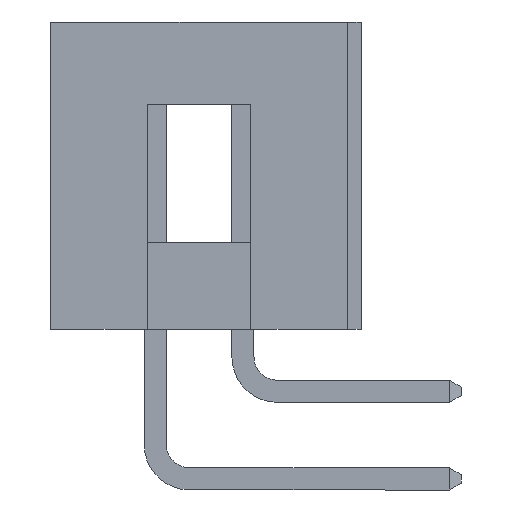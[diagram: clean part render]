
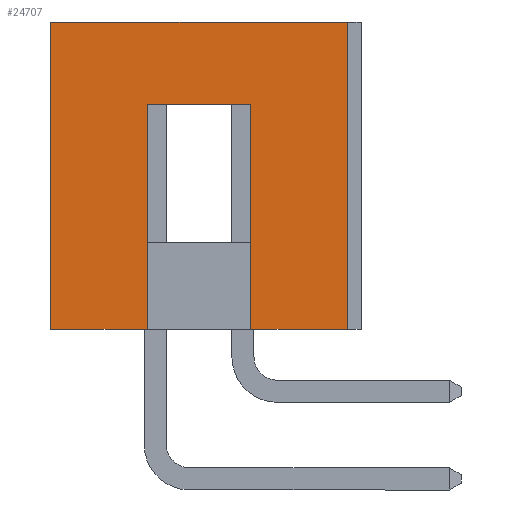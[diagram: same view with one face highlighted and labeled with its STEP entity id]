
A CAD part, left-side view. The second image highlights one B-rep face of the part: STEP entity #24707.
In plain terms, the highlighted planar face has unit normal (-1, 0, 0).
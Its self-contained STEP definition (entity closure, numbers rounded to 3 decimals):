
#60 = LINE ( 'NONE', #24111, #10572 ) ;
#1155 = CARTESIAN_POINT ( 'NONE',  ( 0., 0., 0. ) ) ;
#1954 = DIRECTION ( 'NONE',  ( 0., 1., 0. ) ) ;
#2007 = VERTEX_POINT ( 'NONE', #21669 ) ;
#2238 = ORIENTED_EDGE ( 'NONE', *, *, #3272, .F. ) ;
#2404 = VECTOR ( 'NONE', #1954, 1000. ) ;
#2467 = CARTESIAN_POINT ( 'NONE',  ( 0., 0., 8.9 ) ) ;
#3272 = EDGE_CURVE ( 'NONE', #9974, #13939, #60, .T. ) ;
#3743 = VERTEX_POINT ( 'NONE', #11890 ) ;
#4047 = VERTEX_POINT ( 'NONE', #25033 ) ;
#4456 = DIRECTION ( 'NONE',  ( 0., 0., -1. ) ) ;
#4771 = VECTOR ( 'NONE', #13944, 1000. ) ;
#6091 = LINE ( 'NONE', #2467, #10731 ) ;
#6774 = EDGE_CURVE ( 'NONE', #11364, #4047, #12907, .T. ) ;
#6782 = VECTOR ( 'NONE', #21969, 1000. ) ;
#7324 = CARTESIAN_POINT ( 'NONE',  ( 0., 8.6, 8.9 ) ) ;
#7361 = PLANE ( 'NONE',  #24031 ) ;
#7415 = EDGE_CURVE ( 'NONE', #2007, #9562, #22433, .T. ) ;
#7450 = EDGE_CURVE ( 'NONE', #13939, #11364, #7931, .T. ) ;
#7931 = LINE ( 'NONE', #19914, #4771 ) ;
#8202 = FACE_OUTER_BOUND ( 'NONE', #19555, .T. ) ;
#9534 = EDGE_CURVE ( 'NONE', #2007, #11245, #6091, .T. ) ;
#9562 = VERTEX_POINT ( 'NONE', #18354 ) ;
#9974 = VERTEX_POINT ( 'NONE', #14125 ) ;
#10137 = CARTESIAN_POINT ( 'NONE',  ( 0., 2.8, 6.5 ) ) ;
#10572 = VECTOR ( 'NONE', #12253, 1000. ) ;
#10680 = ORIENTED_EDGE ( 'NONE', *, *, #10706, .F. ) ;
#10706 = EDGE_CURVE ( 'NONE', #11245, #3743, #24239, .T. ) ;
#10731 = VECTOR ( 'NONE', #4456, 1000. ) ;
#11245 = VERTEX_POINT ( 'NONE', #1155 ) ;
#11329 = DIRECTION ( 'NONE',  ( 0., 0., 1. ) ) ;
#11364 = VERTEX_POINT ( 'NONE', #25395 ) ;
#11890 = CARTESIAN_POINT ( 'NONE',  ( 0., 2.8, 0. ) ) ;
#11927 = ORIENTED_EDGE ( 'NONE', *, *, #15304, .T. ) ;
#12253 = DIRECTION ( 'NONE',  ( 0., 1., 0. ) ) ;
#12907 = LINE ( 'NONE', #23686, #2404 ) ;
#13248 = DIRECTION ( 'NONE',  ( 0., 0., -1. ) ) ;
#13858 = DIRECTION ( 'NONE',  ( 0., 1., 0. ) ) ;
#13939 = VERTEX_POINT ( 'NONE', #19153 ) ;
#13944 = DIRECTION ( 'NONE',  ( 0., 0., -1. ) ) ;
#14125 = CARTESIAN_POINT ( 'NONE',  ( 0., 2.8, 6.5 ) ) ;
#15304 = EDGE_CURVE ( 'NONE', #9974, #3743, #22547, .T. ) ;
#15614 = ORIENTED_EDGE ( 'NONE', *, *, #9534, .F. ) ;
#16244 = CARTESIAN_POINT ( 'NONE',  ( 0., 0., 0. ) ) ;
#17158 = VECTOR ( 'NONE', #13858, 1000. ) ;
#18354 = CARTESIAN_POINT ( 'NONE',  ( 0., 8.6, 8.9 ) ) ;
#18411 = ORIENTED_EDGE ( 'NONE', *, *, #20068, .T. ) ;
#18952 = VECTOR ( 'NONE', #24219, 1000. ) ;
#19153 = CARTESIAN_POINT ( 'NONE',  ( 0., 5.8, 6.5 ) ) ;
#19555 = EDGE_LOOP ( 'NONE', ( #11927, #10680, #15614, #25177, #18411, #23698, #23938, #2238 ) ) ;
#19914 = CARTESIAN_POINT ( 'NONE',  ( 0., 5.8, 6.5 ) ) ;
#20068 = EDGE_CURVE ( 'NONE', #9562, #4047, #24180, .T. ) ;
#21173 = CARTESIAN_POINT ( 'NONE',  ( 0., 0., 8.9 ) ) ;
#21669 = CARTESIAN_POINT ( 'NONE',  ( 0., 0., 8.9 ) ) ;
#21969 = DIRECTION ( 'NONE',  ( 0., 0., -1. ) ) ;
#22433 = LINE ( 'NONE', #23745, #17158 ) ;
#22547 = LINE ( 'NONE', #10137, #6782 ) ;
#23176 = DIRECTION ( 'NONE',  ( -1., 0., 0. ) ) ;
#23568 = VECTOR ( 'NONE', #13248, 1000. ) ;
#23686 = CARTESIAN_POINT ( 'NONE',  ( 0., 0., 0. ) ) ;
#23698 = ORIENTED_EDGE ( 'NONE', *, *, #6774, .F. ) ;
#23745 = CARTESIAN_POINT ( 'NONE',  ( 0., 0., 8.9 ) ) ;
#23938 = ORIENTED_EDGE ( 'NONE', *, *, #7450, .F. ) ;
#24031 = AXIS2_PLACEMENT_3D ( 'NONE', #21173, #23176, #11329 ) ;
#24111 = CARTESIAN_POINT ( 'NONE',  ( 0., 2.8, 6.5 ) ) ;
#24180 = LINE ( 'NONE', #7324, #23568 ) ;
#24219 = DIRECTION ( 'NONE',  ( 0., 1., 0. ) ) ;
#24239 = LINE ( 'NONE', #16244, #18952 ) ;
#24707 = ADVANCED_FACE ( 'NONE', ( #8202 ), #7361, .T. ) ;
#25033 = CARTESIAN_POINT ( 'NONE',  ( 0., 8.6, 0. ) ) ;
#25177 = ORIENTED_EDGE ( 'NONE', *, *, #7415, .T. ) ;
#25395 = CARTESIAN_POINT ( 'NONE',  ( 0., 5.8, 0. ) ) ;
